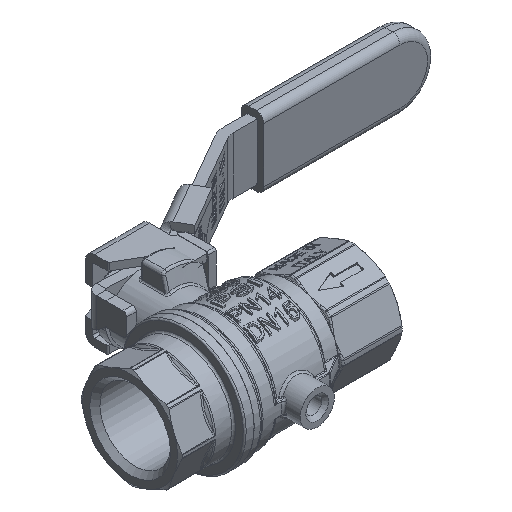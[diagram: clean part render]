
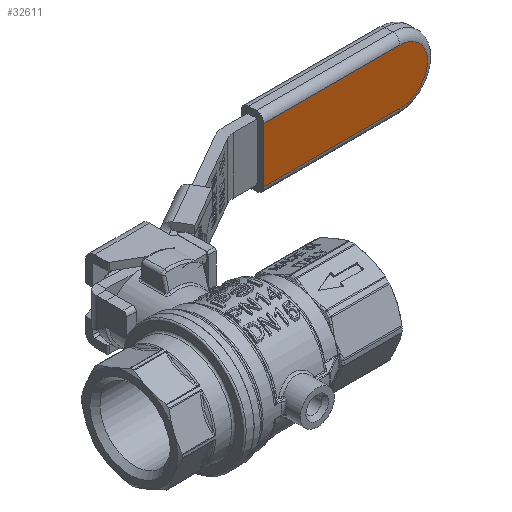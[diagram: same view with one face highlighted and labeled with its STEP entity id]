
A CAD part, isometric view. The second image highlights one B-rep face of the part: STEP entity #32611.
In plain terms, the highlighted face is planar.
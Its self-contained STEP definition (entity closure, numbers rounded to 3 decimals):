
#1860=CIRCLE('',#34929,7.25);
#2809=PLANE('',#34957);
#4609=FACE_OUTER_BOUND('',#6596,.T.);
#6596=EDGE_LOOP('',(#30360,#30361,#30362,#30363));
#9303=LINE('',#70752,#11993);
#9306=LINE('',#70759,#11996);
#9326=LINE('',#70816,#12016);
#11993=VECTOR('',#41780,10.);
#11996=VECTOR('',#41787,10.);
#12016=VECTOR('',#41849,10.);
#16180=VERTEX_POINT('',#70741);
#16181=VERTEX_POINT('',#70743);
#16184=VERTEX_POINT('',#70750);
#16185=VERTEX_POINT('',#70755);
#20892=EDGE_CURVE('',#16180,#16181,#1860,.T.);
#20896=EDGE_CURVE('',#16184,#16180,#9303,.T.);
#20900=EDGE_CURVE('',#16181,#16185,#9306,.T.);
#20928=EDGE_CURVE('',#16185,#16184,#9326,.T.);
#30360=ORIENTED_EDGE('',*,*,#20896,.F.);
#30361=ORIENTED_EDGE('',*,*,#20928,.F.);
#30362=ORIENTED_EDGE('',*,*,#20900,.F.);
#30363=ORIENTED_EDGE('',*,*,#20892,.F.);
#32611=ADVANCED_FACE('',(#4609),#2809,.F.);
#34929=AXIS2_PLACEMENT_3D('',#70744,#41770,#41771);
#34957=AXIS2_PLACEMENT_3D('',#70817,#41850,#41851);
#41770=DIRECTION('center_axis',(0.,0.,1.));
#41771=DIRECTION('ref_axis',(1.,0.,0.));
#41780=DIRECTION('',(1.,0.,0.));
#41787=DIRECTION('',(-1.,0.,0.));
#41849=DIRECTION('',(0.,-1.,0.));
#41850=DIRECTION('center_axis',(0.,0.,1.));
#41851=DIRECTION('ref_axis',(1.,0.,0.));
#70741=CARTESIAN_POINT('',(34.2,-7.25,0.));
#70743=CARTESIAN_POINT('',(34.2,7.25,0.));
#70744=CARTESIAN_POINT('Origin',(34.2,0.,0.));
#70750=CARTESIAN_POINT('',(-1.75,-7.25,0.));
#70752=CARTESIAN_POINT('',(26.653,-7.25,0.));
#70755=CARTESIAN_POINT('',(-1.75,7.25,0.));
#70759=CARTESIAN_POINT('',(8.678,7.25,0.));
#70816=CARTESIAN_POINT('',(-1.75,9.25,0.));
#70817=CARTESIAN_POINT('Origin',(19.105,0.,0.));
